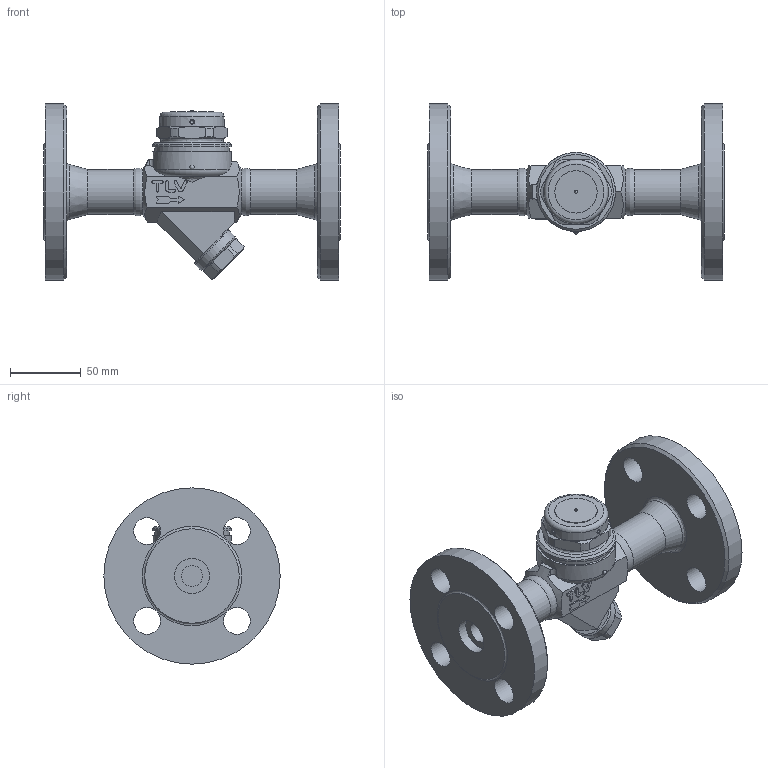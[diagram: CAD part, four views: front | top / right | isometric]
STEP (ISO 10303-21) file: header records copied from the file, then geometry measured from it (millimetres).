
FILE_DESCRIPTION((''),'2;1');
FILE_NAME('p65rn-025-jis20-00.stp','2011-03-10T09:01:30',('nakaot'),(''),'Autodesk Inventor 2008','Autodesk Inventor 2008','');
FILE_SCHEMA(('AUTOMOTIVE_DESIGN { 1 0 10303 214 1 1 1 1 }'));
Length unit declared in the file: millimetre
Products named in the file (1): p65rn-025-jis20-00
Bounding box: 210 x 125 x 125 mm (x, y, z)
Volume: 607896.4 mm3; surface area: 100604.1 mm2
Topology: 2 solids, 2 shells, 176 faces, 441 edges, 287 vertices
Faces by surface type: plane 76, cylinder 42, bspline 27, cone 20, sphere 6, torus 5
Full cylindrical faces by diameter (mm): 3 x1, 15 x1, 19 x4, 25 x1, 30 x1, 32 x1, 34 x1, 45.5 x1, 53 x1, 56 x2, 125 x1
Entity records: 7323 total; most frequent: CARTESIAN_POINT 3523, DIRECTION 752, ORIENTED_EDGE 752, EDGE_CURVE 376, AXIS2_PLACEMENT_3D 301, VERTEX_POINT 266, EDGE_LOOP 256, FACE_OUTER_BOUND 176
